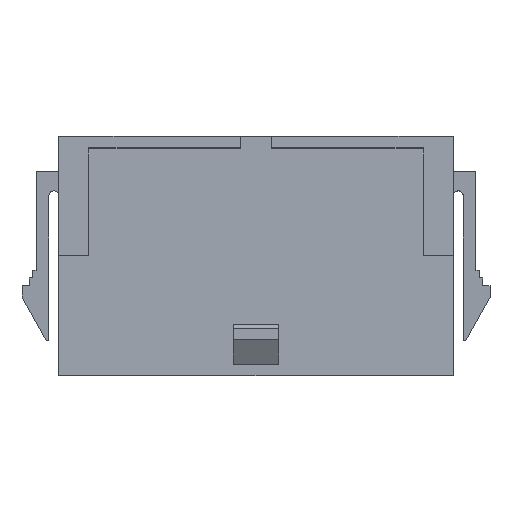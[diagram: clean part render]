
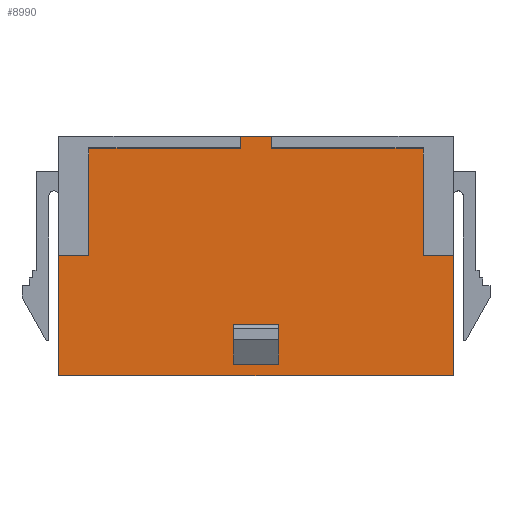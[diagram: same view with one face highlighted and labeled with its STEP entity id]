
A CAD part, top view. The second image highlights one B-rep face of the part: STEP entity #8990.
In plain terms, the highlighted planar face has unit normal (0, 0, 1).
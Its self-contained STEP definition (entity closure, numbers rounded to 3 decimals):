
#730=ORIENTED_EDGE('',*,*,#3266,.F.);
#731=ORIENTED_EDGE('',*,*,#3267,.T.);
#732=ORIENTED_EDGE('',*,*,#3268,.T.);
#733=ORIENTED_EDGE('',*,*,#3269,.F.);
#734=ORIENTED_EDGE('',*,*,#2858,.F.);
#735=ORIENTED_EDGE('',*,*,#3224,.F.);
#736=ORIENTED_EDGE('',*,*,#3265,.F.);
#737=ORIENTED_EDGE('',*,*,#3263,.F.);
#738=ORIENTED_EDGE('',*,*,#3261,.F.);
#739=ORIENTED_EDGE('',*,*,#3259,.F.);
#740=ORIENTED_EDGE('',*,*,#2784,.F.);
#741=ORIENTED_EDGE('',*,*,#3258,.F.);
#742=ORIENTED_EDGE('',*,*,#3256,.F.);
#743=ORIENTED_EDGE('',*,*,#3254,.F.);
#744=ORIENTED_EDGE('',*,*,#3252,.F.);
#745=ORIENTED_EDGE('',*,*,#3236,.F.);
#2784=EDGE_CURVE('',#4090,#4091,#4947,.T.);
#2858=EDGE_CURVE('',#4164,#4162,#5021,.T.);
#3224=EDGE_CURVE('',#4464,#4164,#5387,.T.);
#3236=EDGE_CURVE('',#4162,#4475,#5399,.T.);
#3252=EDGE_CURVE('',#4475,#4487,#5415,.T.);
#3254=EDGE_CURVE('',#4487,#4488,#5417,.T.);
#3256=EDGE_CURVE('',#4488,#4489,#5419,.T.);
#3258=EDGE_CURVE('',#4489,#4090,#5421,.T.);
#3259=EDGE_CURVE('',#4091,#4490,#5422,.T.);
#3261=EDGE_CURVE('',#4490,#4491,#5424,.T.);
#3263=EDGE_CURVE('',#4491,#4492,#5426,.T.);
#3265=EDGE_CURVE('',#4492,#4464,#5428,.T.);
#3266=EDGE_CURVE('',#4493,#4494,#5429,.T.);
#3267=EDGE_CURVE('',#4493,#4495,#5430,.T.);
#3268=EDGE_CURVE('',#4495,#4496,#5431,.T.);
#3269=EDGE_CURVE('',#4494,#4496,#5432,.T.);
#4090=VERTEX_POINT('',#12365);
#4091=VERTEX_POINT('',#12367);
#4162=VERTEX_POINT('',#12510);
#4164=VERTEX_POINT('',#12514);
#4464=VERTEX_POINT('',#13253);
#4475=VERTEX_POINT('',#13278);
#4487=VERTEX_POINT('',#13310);
#4488=VERTEX_POINT('',#13314);
#4489=VERTEX_POINT('',#13318);
#4490=VERTEX_POINT('',#13324);
#4491=VERTEX_POINT('',#13328);
#4492=VERTEX_POINT('',#13332);
#4493=VERTEX_POINT('',#13338);
#4494=VERTEX_POINT('',#13339);
#4495=VERTEX_POINT('',#13341);
#4496=VERTEX_POINT('',#13343);
#4947=LINE('',#12366,#6215);
#5021=LINE('',#12515,#6289);
#5387=LINE('',#13254,#6655);
#5399=LINE('',#13277,#6667);
#5415=LINE('',#13309,#6683);
#5417=LINE('',#13313,#6685);
#5419=LINE('',#13317,#6687);
#5421=LINE('',#13321,#6689);
#5422=LINE('',#13323,#6690);
#5424=LINE('',#13327,#6692);
#5426=LINE('',#13331,#6694);
#5428=LINE('',#13335,#6696);
#5429=LINE('',#13337,#6697);
#5430=LINE('',#13340,#6698);
#5431=LINE('',#13342,#6699);
#5432=LINE('',#13344,#6700);
#6215=VECTOR('',#9999,1000.);
#6289=VECTOR('',#10075,1000.);
#6655=VECTOR('',#10587,1000.);
#6667=VECTOR('',#10601,1000.);
#6683=VECTOR('',#10625,1000.);
#6685=VECTOR('',#10629,1000.);
#6687=VECTOR('',#10633,1000.);
#6689=VECTOR('',#10637,1000.);
#6690=VECTOR('',#10640,1000.);
#6692=VECTOR('',#10644,1000.);
#6694=VECTOR('',#10648,1000.);
#6696=VECTOR('',#10652,1000.);
#6697=VECTOR('',#10655,1000.);
#6698=VECTOR('',#10656,1000.);
#6699=VECTOR('',#10657,1000.);
#6700=VECTOR('',#10658,1000.);
#7536=EDGE_LOOP('',(#730,#731,#732,#733));
#7537=EDGE_LOOP('',(#734,#735,#736,#737,#738,#739,#740,#741,#742,#743,#744,
#745));
#8045=FACE_BOUND('',#7536,.T.);
#8046=FACE_BOUND('',#7537,.T.);
#8534=PLANE('',#9484);
#8990=ADVANCED_FACE('',(#8045,#8046),#8534,.F.);
#9484=AXIS2_PLACEMENT_3D('',#13336,#10653,#10654);
#9999=DIRECTION('',(1.,0.,0.));
#10075=DIRECTION('',(-1.,0.,0.));
#10587=DIRECTION('',(0.,-1.,0.));
#10601=DIRECTION('',(0.,1.,0.));
#10625=DIRECTION('',(1.,0.,0.));
#10629=DIRECTION('',(0.,1.,0.));
#10633=DIRECTION('',(1.,0.,0.));
#10637=DIRECTION('',(0.,1.,0.));
#10640=DIRECTION('',(0.,-1.,0.));
#10644=DIRECTION('',(1.,0.,0.));
#10648=DIRECTION('',(0.,-1.,0.));
#10652=DIRECTION('',(1.,0.,0.));
#10653=DIRECTION('',(0.,0.,-1.));
#10654=DIRECTION('',(-1.,0.,0.));
#10655=DIRECTION('',(-1.,0.,0.));
#10656=DIRECTION('',(0.,-1.,0.));
#10657=DIRECTION('',(-1.,0.,0.));
#10658=DIRECTION('',(0.,-1.,0.));
#12365=CARTESIAN_POINT('',(-1.1,8.45,1.935));
#12366=CARTESIAN_POINT('',(-1.1,8.45,1.935));
#12367=CARTESIAN_POINT('',(1.1,8.45,1.935));
#12510=CARTESIAN_POINT('',(-13.925,-8.45,1.935));
#12514=CARTESIAN_POINT('',(13.925,-8.45,1.935));
#12515=CARTESIAN_POINT('',(13.925,-8.45,1.935));
#13253=CARTESIAN_POINT('',(13.925,0.05,1.935));
#13254=CARTESIAN_POINT('',(13.925,0.05,1.935));
#13277=CARTESIAN_POINT('',(-13.925,-8.45,1.935));
#13278=CARTESIAN_POINT('',(-13.925,0.05,1.935));
#13309=CARTESIAN_POINT('',(-13.925,0.05,1.935));
#13310=CARTESIAN_POINT('',(-11.8,0.05,1.935));
#13313=CARTESIAN_POINT('',(-11.8,0.05,1.935));
#13314=CARTESIAN_POINT('',(-11.8,7.624,1.935));
#13317=CARTESIAN_POINT('',(-11.8,7.624,1.935));
#13318=CARTESIAN_POINT('',(-1.1,7.624,1.935));
#13321=CARTESIAN_POINT('',(-1.1,7.624,1.935));
#13323=CARTESIAN_POINT('',(1.1,8.45,1.935));
#13324=CARTESIAN_POINT('',(1.1,7.624,1.935));
#13327=CARTESIAN_POINT('',(1.1,7.624,1.935));
#13328=CARTESIAN_POINT('',(11.8,7.624,1.935));
#13331=CARTESIAN_POINT('',(11.8,7.624,1.935));
#13332=CARTESIAN_POINT('',(11.8,0.05,1.935));
#13335=CARTESIAN_POINT('',(11.8,0.05,1.935));
#13336=CARTESIAN_POINT('',(0.,0.,1.935));
#13337=CARTESIAN_POINT('',(1.59,-4.85,1.935));
#13338=CARTESIAN_POINT('',(1.59,-4.85,1.935));
#13339=CARTESIAN_POINT('',(-1.59,-4.85,1.935));
#13340=CARTESIAN_POINT('',(1.59,-7.65,1.935));
#13341=CARTESIAN_POINT('',(1.59,-7.65,1.935));
#13342=CARTESIAN_POINT('',(1.59,-7.65,1.935));
#13343=CARTESIAN_POINT('',(-1.59,-7.65,1.935));
#13344=CARTESIAN_POINT('',(-1.59,-7.65,1.935));
